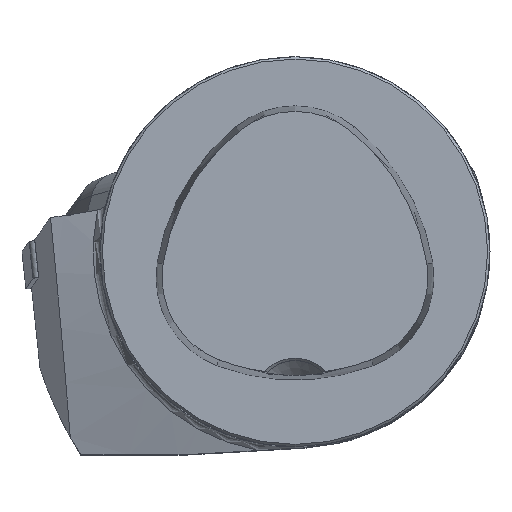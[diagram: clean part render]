
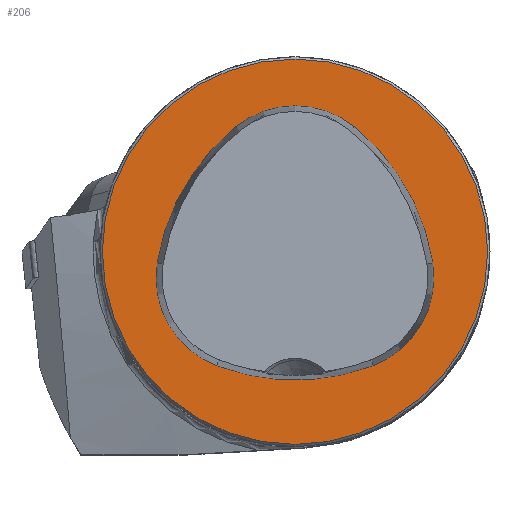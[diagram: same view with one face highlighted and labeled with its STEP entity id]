
A CAD part, top view. The second image highlights one B-rep face of the part: STEP entity #206.
In plain terms, the highlighted planar face has unit normal (0, 0, 1).
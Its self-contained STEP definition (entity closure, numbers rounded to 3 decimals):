
#102=FACE_BOUND('',#440,.T.);
#103=FACE_BOUND('',#441,.T.);
#165=CIRCLE('',#1839,28.075);
#167=CIRCLE('',#1842,28.075);
#168=CIRCLE('',#1843,12.075);
#169=CIRCLE('',#1844,28.075);
#170=CIRCLE('',#1845,12.075);
#171=CIRCLE('',#1846,12.075);
#172=CIRCLE('',#1847,24.7);
#206=ADVANCED_FACE('CU_FL_N1_SU_1',(#102,#103),#292,.T.);
#292=PLANE('',#1848);
#440=EDGE_LOOP('',(#742,#743,#744,#745,#746,#747));
#441=EDGE_LOOP('',(#748));
#742=ORIENTED_EDGE('',*,*,#1354,.F.);
#743=ORIENTED_EDGE('',*,*,#1355,.F.);
#744=ORIENTED_EDGE('',*,*,#1356,.F.);
#745=ORIENTED_EDGE('',*,*,#1357,.F.);
#746=ORIENTED_EDGE('',*,*,#1351,.F.);
#747=ORIENTED_EDGE('',*,*,#1358,.F.);
#748=ORIENTED_EDGE('',*,*,#1359,.T.);
#1173=VERTEX_POINT('',#2967);
#1174=VERTEX_POINT('',#2969);
#1176=VERTEX_POINT('',#2975);
#1177=VERTEX_POINT('',#2976);
#1178=VERTEX_POINT('',#2978);
#1179=VERTEX_POINT('',#2980);
#1180=VERTEX_POINT('',#2984);
#1351=EDGE_CURVE('',#1173,#1174,#165,.T.);
#1354=EDGE_CURVE('',#1176,#1177,#167,.T.);
#1355=EDGE_CURVE('',#1178,#1176,#168,.T.);
#1356=EDGE_CURVE('',#1179,#1178,#169,.T.);
#1357=EDGE_CURVE('',#1174,#1179,#170,.T.);
#1358=EDGE_CURVE('',#1177,#1173,#171,.T.);
#1359=EDGE_CURVE('',#1180,#1180,#172,.T.);
#1839=AXIS2_PLACEMENT_3D('',#2968,#2095,#2096);
#1842=AXIS2_PLACEMENT_3D('',#2974,#2102,#2103);
#1843=AXIS2_PLACEMENT_3D('',#2977,#2104,#2105);
#1844=AXIS2_PLACEMENT_3D('',#2979,#2106,#2107);
#1845=AXIS2_PLACEMENT_3D('',#2981,#2108,#2109);
#1846=AXIS2_PLACEMENT_3D('',#2982,#2110,#2111);
#1847=AXIS2_PLACEMENT_3D('',#2983,#2112,#2113);
#1848=AXIS2_PLACEMENT_3D('',#2985,#2114,#2115);
#2095=DIRECTION('',(0.,0.,1.));
#2096=DIRECTION('',(1.,0.,0.));
#2102=DIRECTION('',(0.,0.,1.));
#2103=DIRECTION('',(1.,0.,0.));
#2104=DIRECTION('',(0.,0.,1.));
#2105=DIRECTION('',(1.,0.,0.));
#2106=DIRECTION('',(0.,0.,1.));
#2107=DIRECTION('',(1.,0.,0.));
#2108=DIRECTION('',(0.,0.,1.));
#2109=DIRECTION('',(1.,0.,0.));
#2110=DIRECTION('',(0.,0.,1.));
#2111=DIRECTION('',(1.,0.,0.));
#2112=DIRECTION('',(0.,0.,1.));
#2113=DIRECTION('',(1.,0.,0.));
#2114=DIRECTION('',(0.,0.,1.));
#2115=DIRECTION('',(1.,0.,0.));
#2967=CARTESIAN_POINT('',(-10.05,-14.595,0.));
#2968=CARTESIAN_POINT('',(0.,11.62,0.));
#2969=CARTESIAN_POINT('',(10.05,-14.595,0.));
#2974=CARTESIAN_POINT('',(10.078,-5.807,0.));
#2975=CARTESIAN_POINT('',(-7.606,15.999,0.));
#2976=CARTESIAN_POINT('',(-17.656,-1.443,0.));
#2977=CARTESIAN_POINT('',(0.,6.62,0.));
#2978=CARTESIAN_POINT('',(7.606,15.999,0.));
#2979=CARTESIAN_POINT('',(-10.078,-5.807,0.));
#2980=CARTESIAN_POINT('',(17.656,-1.443,0.));
#2981=CARTESIAN_POINT('',(5.727,-3.32,0.));
#2982=CARTESIAN_POINT('',(-5.727,-3.32,0.));
#2983=CARTESIAN_POINT('',(0.,0.,0.));
#2984=CARTESIAN_POINT('',(24.7,0.,0.));
#2985=CARTESIAN_POINT('',(0.,0.,0.));
